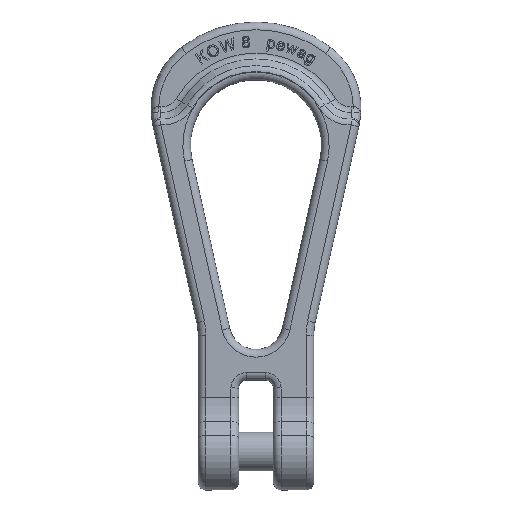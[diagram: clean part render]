
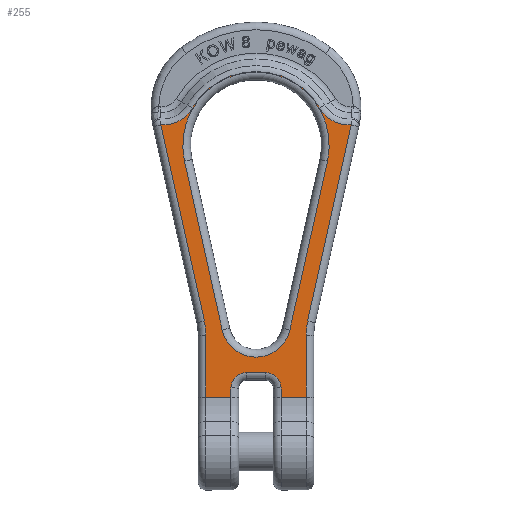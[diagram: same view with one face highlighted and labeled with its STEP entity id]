
A CAD part, top view. The second image highlights one B-rep face of the part: STEP entity #255.
In plain terms, the highlighted planar face has unit normal (0, 0, 1).
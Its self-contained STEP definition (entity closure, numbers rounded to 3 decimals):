
#255=ADVANCED_FACE('',(#635,#1106),#547,.F.);
#547=PLANE('',#5141);
#635=FACE_OUTER_BOUND('',#1139,.T.);
#940=CIRCLE('',#5132,8.869);
#941=CIRCLE('',#5133,19.131);
#942=CIRCLE('',#5134,8.869);
#943=CIRCLE('',#5135,17.);
#944=CIRCLE('',#5136,4.);
#945=CIRCLE('',#5137,4.);
#946=CIRCLE('',#5138,17.);
#947=CIRCLE('',#5139,19.);
#948=CIRCLE('',#5140,9.);
#1106=FACE_BOUND('',#1140,.T.);
#1139=EDGE_LOOP('',(#1954,#1955,#1956,#1957,#1958,#1959,#1960,#1961,#1962,
#1963,#1964,#1965,#1966,#1967,#1968,#1969));
#1140=EDGE_LOOP('',(#1970,#1971,#1972,#1973));
#1954=ORIENTED_EDGE('',*,*,#3868,.T.);
#1955=ORIENTED_EDGE('',*,*,#3869,.T.);
#1956=ORIENTED_EDGE('',*,*,#3870,.T.);
#1957=ORIENTED_EDGE('',*,*,#3871,.T.);
#1958=ORIENTED_EDGE('',*,*,#3872,.T.);
#1959=ORIENTED_EDGE('',*,*,#3873,.T.);
#1960=ORIENTED_EDGE('',*,*,#3874,.T.);
#1961=ORIENTED_EDGE('',*,*,#3875,.T.);
#1962=ORIENTED_EDGE('',*,*,#3876,.T.);
#1963=ORIENTED_EDGE('',*,*,#3877,.F.);
#1964=ORIENTED_EDGE('',*,*,#3878,.T.);
#1965=ORIENTED_EDGE('',*,*,#3879,.F.);
#1966=ORIENTED_EDGE('',*,*,#3880,.T.);
#1967=ORIENTED_EDGE('',*,*,#3881,.T.);
#1968=ORIENTED_EDGE('',*,*,#3882,.T.);
#1969=ORIENTED_EDGE('',*,*,#3883,.T.);
#1970=ORIENTED_EDGE('',*,*,#3884,.T.);
#1971=ORIENTED_EDGE('',*,*,#3885,.T.);
#1972=ORIENTED_EDGE('',*,*,#3886,.T.);
#1973=ORIENTED_EDGE('',*,*,#3887,.T.);
#3410=VERTEX_POINT('',#7132);
#3411=VERTEX_POINT('',#7133);
#3412=VERTEX_POINT('',#7135);
#3413=VERTEX_POINT('',#7137);
#3414=VERTEX_POINT('',#7139);
#3415=VERTEX_POINT('',#7141);
#3416=VERTEX_POINT('',#7143);
#3417=VERTEX_POINT('',#7145);
#3418=VERTEX_POINT('',#7147);
#3419=VERTEX_POINT('',#7149);
#3420=VERTEX_POINT('',#7151);
#3421=VERTEX_POINT('',#7153);
#3422=VERTEX_POINT('',#7155);
#3423=VERTEX_POINT('',#7157);
#3424=VERTEX_POINT('',#7159);
#3425=VERTEX_POINT('',#7161);
#3426=VERTEX_POINT('',#7164);
#3427=VERTEX_POINT('',#7165);
#3428=VERTEX_POINT('',#7167);
#3429=VERTEX_POINT('',#7169);
#3868=EDGE_CURVE('',#3410,#3411,#4515,.T.);
#3869=EDGE_CURVE('',#3411,#3412,#940,.T.);
#3870=EDGE_CURVE('',#3412,#3413,#941,.T.);
#3871=EDGE_CURVE('',#3413,#3414,#942,.T.);
#3872=EDGE_CURVE('',#3414,#3415,#4516,.T.);
#3873=EDGE_CURVE('',#3415,#3416,#943,.T.);
#3874=EDGE_CURVE('',#3416,#3417,#4517,.T.);
#3875=EDGE_CURVE('',#3417,#3418,#4518,.T.);
#3876=EDGE_CURVE('',#3418,#3419,#4519,.T.);
#3877=EDGE_CURVE('',#3420,#3419,#944,.T.);
#3878=EDGE_CURVE('',#3420,#3421,#4520,.T.);
#3879=EDGE_CURVE('',#3422,#3421,#945,.T.);
#3880=EDGE_CURVE('',#3422,#3423,#4521,.T.);
#3881=EDGE_CURVE('',#3423,#3424,#4522,.T.);
#3882=EDGE_CURVE('',#3424,#3425,#4523,.T.);
#3883=EDGE_CURVE('',#3425,#3410,#946,.T.);
#3884=EDGE_CURVE('',#3426,#3427,#4524,.T.);
#3885=EDGE_CURVE('',#3427,#3428,#947,.T.);
#3886=EDGE_CURVE('',#3428,#3429,#4525,.T.);
#3887=EDGE_CURVE('',#3429,#3426,#948,.T.);
#4515=LINE('',#7131,#4797);
#4516=LINE('',#7140,#4798);
#4517=LINE('',#7144,#4799);
#4518=LINE('',#7146,#4800);
#4519=LINE('',#7148,#4801);
#4520=LINE('',#7152,#4802);
#4521=LINE('',#7156,#4803);
#4522=LINE('',#7158,#4804);
#4523=LINE('',#7160,#4805);
#4524=LINE('',#7163,#4806);
#4525=LINE('',#7168,#4807);
#4797=VECTOR('',#5583,1.);
#4798=VECTOR('',#5590,1.);
#4799=VECTOR('',#5593,1.);
#4800=VECTOR('',#5594,1.);
#4801=VECTOR('',#5595,1.);
#4802=VECTOR('',#5598,1.);
#4803=VECTOR('',#5601,1.);
#4804=VECTOR('',#5602,1.);
#4805=VECTOR('',#5603,1.);
#4806=VECTOR('',#5606,1.);
#4807=VECTOR('',#5609,1.);
#5132=AXIS2_PLACEMENT_3D('',#7134,#5584,#5585);
#5133=AXIS2_PLACEMENT_3D('',#7136,#5586,#5587);
#5134=AXIS2_PLACEMENT_3D('',#7138,#5588,#5589);
#5135=AXIS2_PLACEMENT_3D('',#7142,#5591,#5592);
#5136=AXIS2_PLACEMENT_3D('',#7150,#5596,#5597);
#5137=AXIS2_PLACEMENT_3D('',#7154,#5599,#5600);
#5138=AXIS2_PLACEMENT_3D('',#7162,#5604,#5605);
#5139=AXIS2_PLACEMENT_3D('',#7166,#5607,#5608);
#5140=AXIS2_PLACEMENT_3D('',#7170,#5610,#5611);
#5141=AXIS2_PLACEMENT_3D('',#7171,#5612,#5613);
#5583=DIRECTION('',(0.217,0.976,0.));
#5584=DIRECTION('',(0.,0.,-1.));
#5585=DIRECTION('',(-1.,0.,0.));
#5586=DIRECTION('',(0.,0.,1.));
#5587=DIRECTION('',(-1.,0.,0.));
#5588=DIRECTION('',(0.,0.,-1.));
#5589=DIRECTION('',(-1.,0.,0.));
#5590=DIRECTION('',(0.217,-0.976,0.));
#5591=DIRECTION('',(0.,0.,-1.));
#5592=DIRECTION('',(-1.,0.,0.));
#5593=DIRECTION('',(0.,-1.,0.));
#5594=DIRECTION('',(1.,0.,0.));
#5595=DIRECTION('',(0.,1.,0.));
#5596=DIRECTION('',(0.,0.,1.));
#5597=DIRECTION('',(-1.,0.,0.));
#5598=DIRECTION('',(1.,0.,0.));
#5599=DIRECTION('',(0.,0.,1.));
#5600=DIRECTION('',(-1.,0.,0.));
#5601=DIRECTION('',(0.,-1.,0.));
#5602=DIRECTION('',(1.,0.,0.));
#5603=DIRECTION('',(0.,1.,0.));
#5604=DIRECTION('',(0.,0.,-1.));
#5605=DIRECTION('',(-1.,0.,0.));
#5606=DIRECTION('',(-0.217,0.976,0.));
#5607=DIRECTION('',(0.,0.,-1.));
#5608=DIRECTION('',(-1.,0.,0.));
#5609=DIRECTION('',(-0.217,-0.976,0.));
#5610=DIRECTION('',(0.,0.,-1.));
#5611=DIRECTION('',(-1.,0.,0.));
#5612=DIRECTION('',(0.,0.,-1.));
#5613=DIRECTION('',(-1.,0.,0.));
#7131=CARTESIAN_POINT('',(24.821,58.648,6.));
#7132=CARTESIAN_POINT('',(13.407,7.395,6.));
#7133=CARTESIAN_POINT('',(24.737,58.269,6.));
#7134=CARTESIAN_POINT('',(24.178,67.121,6.));
#7135=CARTESIAN_POINT('',(16.519,62.648,6.));
#7136=CARTESIAN_POINT('',(0.,53.,6.));
#7137=CARTESIAN_POINT('',(-16.519,62.648,6.));
#7138=CARTESIAN_POINT('',(-24.178,67.121,6.));
#7139=CARTESIAN_POINT('',(-24.737,58.269,6.));
#7140=CARTESIAN_POINT('',(-13.407,7.395,6.));
#7141=CARTESIAN_POINT('',(-13.407,7.395,6.));
#7142=CARTESIAN_POINT('',(-30.,3.7,6.));
#7143=CARTESIAN_POINT('',(-13.,3.7,6.));
#7144=CARTESIAN_POINT('',(-13.,-12.38,6.));
#7145=CARTESIAN_POINT('',(-13.,-12.38,6.));
#7146=CARTESIAN_POINT('',(-4.5,-12.38,6.));
#7147=CARTESIAN_POINT('',(-6.5,-12.38,6.));
#7148=CARTESIAN_POINT('',(-6.5,-8.,6.));
#7149=CARTESIAN_POINT('',(-6.5,-10.,6.));
#7150=CARTESIAN_POINT('',(-2.5,-10.,6.));
#7151=CARTESIAN_POINT('',(-2.5,-6.,6.));
#7152=CARTESIAN_POINT('',(4.5,-6.,6.));
#7153=CARTESIAN_POINT('',(2.5,-6.,6.));
#7154=CARTESIAN_POINT('',(2.5,-10.,6.));
#7155=CARTESIAN_POINT('',(6.5,-10.,6.));
#7156=CARTESIAN_POINT('',(6.5,-12.38,6.));
#7157=CARTESIAN_POINT('',(6.5,-12.38,6.));
#7158=CARTESIAN_POINT('',(15.,-12.38,6.));
#7159=CARTESIAN_POINT('',(13.,-12.38,6.));
#7160=CARTESIAN_POINT('',(13.,3.7,6.));
#7161=CARTESIAN_POINT('',(13.,3.7,6.));
#7162=CARTESIAN_POINT('',(30.,3.7,6.));
#7163=CARTESIAN_POINT('',(-20.917,59.517,6.));
#7164=CARTESIAN_POINT('',(-8.785,5.043,6.));
#7165=CARTESIAN_POINT('',(-18.546,48.87,6.));
#7166=CARTESIAN_POINT('',(0.,53.,6.));
#7167=CARTESIAN_POINT('',(18.546,48.87,6.));
#7168=CARTESIAN_POINT('',(20.232,56.44,6.));
#7169=CARTESIAN_POINT('',(8.785,5.043,6.));
#7170=CARTESIAN_POINT('',(0.,7.,6.));
#7171=CARTESIAN_POINT('',(-7.252,62.561,6.));
